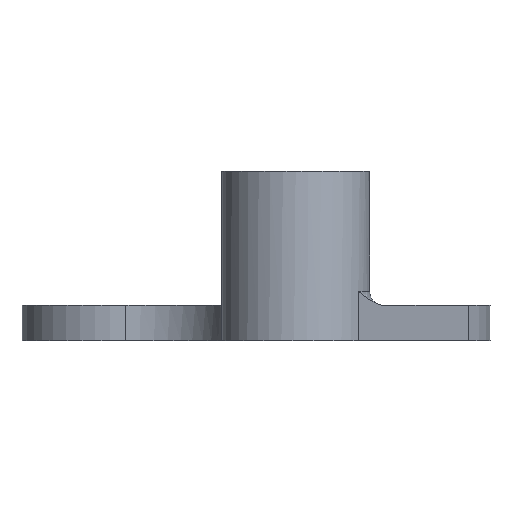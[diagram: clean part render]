
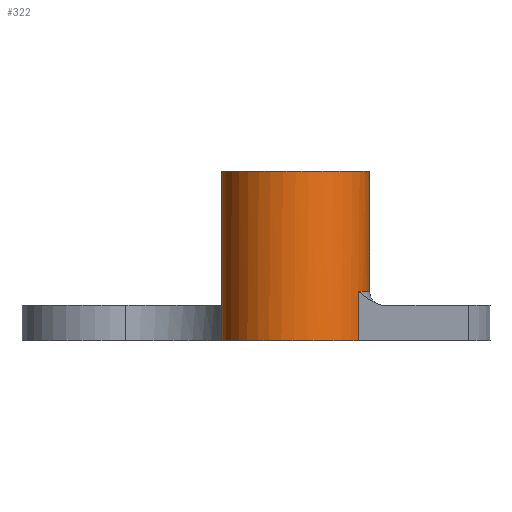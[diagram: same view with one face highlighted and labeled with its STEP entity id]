
A CAD part, front view. The second image highlights one B-rep face of the part: STEP entity #322.
In plain terms, the highlighted cylindrical face has radius 10.5 mm (diameter 21 mm), a partial arc.
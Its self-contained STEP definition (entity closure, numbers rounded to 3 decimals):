
#2 = AXIS2_PLACEMENT_3D ( 'NONE', #1438, #1178, #653 ) ;
#18 = CARTESIAN_POINT ( 'NONE',  ( -5.25, -35.92, 0. ) ) ;
#58 = CIRCLE ( 'NONE', #996, 10.5 ) ;
#92 = DIRECTION ( 'NONE',  ( 0., 0., -1. ) ) ;
#97 = VERTEX_POINT ( 'NONE', #18 ) ;
#103 = LINE ( 'NONE', #1425, #1114 ) ;
#110 = DIRECTION ( 'NONE',  ( -1., 0., 0. ) ) ;
#135 = EDGE_LOOP ( 'NONE', ( #273, #989, #757, #645, #332, #1272 ) ) ;
#222 = DIRECTION ( 'NONE',  ( 0., 0., -1. ) ) ;
#261 = CARTESIAN_POINT ( 'NONE',  ( -14.158, -30.361, 7. ) ) ;
#273 = ORIENTED_EDGE ( 'NONE', *, *, #1295, .F. ) ;
#280 = CIRCLE ( 'NONE', #1627, 10.5 ) ;
#309 = VERTEX_POINT ( 'NONE', #746 ) ;
#322 = ADVANCED_FACE ( 'NONE', ( #1548 ), #874, .T. ) ;
#332 = ORIENTED_EDGE ( 'NONE', *, *, #1457, .F. ) ;
#343 = DIRECTION ( 'NONE',  ( 0., 0., -1. ) ) ;
#378 = DIRECTION ( 'NONE',  ( 0., 0., -1. ) ) ;
#381 = EDGE_CURVE ( 'NONE', #309, #1182, #58, .T. ) ;
#384 = CARTESIAN_POINT ( 'NONE',  ( -24.658, -30.361, 24. ) ) ;
#422 = LINE ( 'NONE', #1347, #1650 ) ;
#452 = EDGE_CURVE ( 'NONE', #767, #490, #620, .T. ) ;
#490 = VERTEX_POINT ( 'NONE', #384 ) ;
#504 = CARTESIAN_POINT ( 'NONE',  ( -24.658, -30.361, 0. ) ) ;
#523 = VECTOR ( 'NONE', #222, 1000. ) ;
#604 = DIRECTION ( 'NONE',  ( 1., 0., 0. ) ) ;
#620 = CIRCLE ( 'NONE', #2, 10.5 ) ;
#642 = DIRECTION ( 'NONE',  ( 0., 0., 1. ) ) ;
#645 = ORIENTED_EDGE ( 'NONE', *, *, #1663, .F. ) ;
#653 = DIRECTION ( 'NONE',  ( 1., 0., 0. ) ) ;
#687 = CARTESIAN_POINT ( 'NONE',  ( -3.658, -30.361, 7. ) ) ;
#688 = CARTESIAN_POINT ( 'NONE',  ( -14.158, -30.361, 0. ) ) ;
#746 = CARTESIAN_POINT ( 'NONE',  ( -5.25, -35.92, 7. ) ) ;
#757 = ORIENTED_EDGE ( 'NONE', *, *, #1600, .T. ) ;
#767 = VERTEX_POINT ( 'NONE', #900 ) ;
#780 = LINE ( 'NONE', #1493, #523 ) ;
#874 = CYLINDRICAL_SURFACE ( 'NONE', #1642, 10.5 ) ;
#900 = CARTESIAN_POINT ( 'NONE',  ( -3.658, -30.361, 24. ) ) ;
#915 = DIRECTION ( 'NONE',  ( 1., 0., 0. ) ) ;
#989 = ORIENTED_EDGE ( 'NONE', *, *, #452, .T. ) ;
#996 = AXIS2_PLACEMENT_3D ( 'NONE', #261, #642, #915 ) ;
#1015 = DIRECTION ( 'NONE',  ( 0., 0., -1. ) ) ;
#1114 = VECTOR ( 'NONE', #378, 1000. ) ;
#1162 = VERTEX_POINT ( 'NONE', #504 ) ;
#1178 = DIRECTION ( 'NONE',  ( 0., 0., -1. ) ) ;
#1182 = VERTEX_POINT ( 'NONE', #687 ) ;
#1272 = ORIENTED_EDGE ( 'NONE', *, *, #381, .T. ) ;
#1295 = EDGE_CURVE ( 'NONE', #767, #1182, #780, .T. ) ;
#1347 = CARTESIAN_POINT ( 'NONE',  ( -24.658, -30.361, 5. ) ) ;
#1421 = CARTESIAN_POINT ( 'NONE',  ( -14.158, -30.361, 5. ) ) ;
#1425 = CARTESIAN_POINT ( 'NONE',  ( -5.25, -35.92, 5. ) ) ;
#1438 = CARTESIAN_POINT ( 'NONE',  ( -14.158, -30.361, 24. ) ) ;
#1457 = EDGE_CURVE ( 'NONE', #309, #97, #103, .T. ) ;
#1493 = CARTESIAN_POINT ( 'NONE',  ( -3.658, -30.361, 5. ) ) ;
#1548 = FACE_OUTER_BOUND ( 'NONE', #135, .T. ) ;
#1600 = EDGE_CURVE ( 'NONE', #490, #1162, #422, .T. ) ;
#1627 = AXIS2_PLACEMENT_3D ( 'NONE', #688, #92, #604 ) ;
#1642 = AXIS2_PLACEMENT_3D ( 'NONE', #1421, #1015, #110 ) ;
#1650 = VECTOR ( 'NONE', #343, 1000. ) ;
#1663 = EDGE_CURVE ( 'NONE', #97, #1162, #280, .T. ) ;
